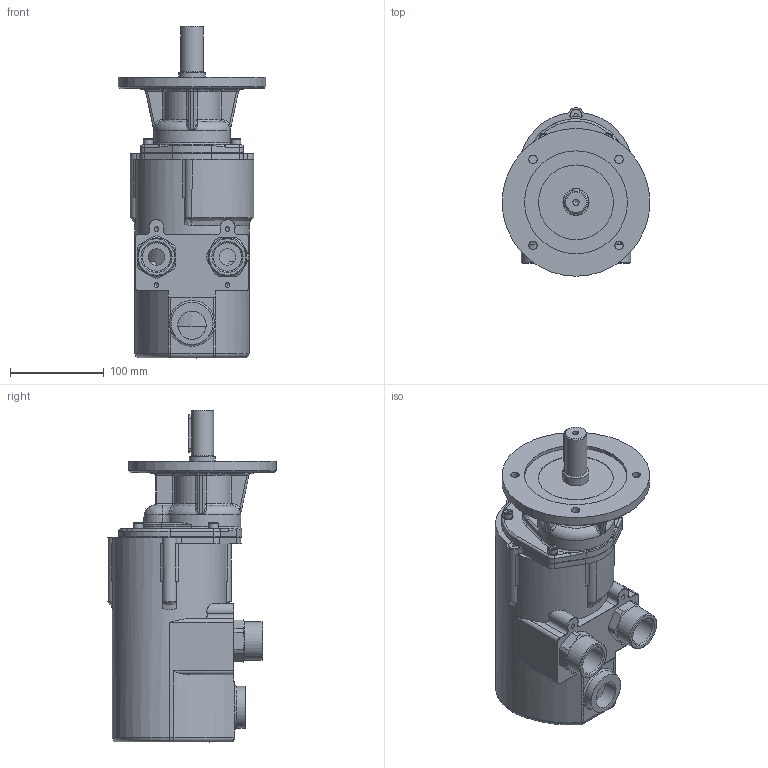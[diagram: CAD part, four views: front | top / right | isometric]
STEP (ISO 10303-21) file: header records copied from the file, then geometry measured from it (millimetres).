
FILE_DESCRIPTION((''),'2;1');
FILE_NAME('MU 600-1400_46680075.stp','2011-09-27T16:58:35',('ibasyouni'),(''),'Autodesk Inventor 2008','Autodesk Inventor 2008','');
FILE_SCHEMA(('AUTOMOTIVE_DESIGN { 1 0 10303 214 1 1 1 1 }'));
Length unit declared in the file: millimetre
Products named in the file (1): MU 600-1400_46680075
Bounding box: 158 x 180.25 x 355 mm (x, y, z)
Volume: 3434646.3 mm3; surface area: 240500.8 mm2
Topology: 1 solids, 19 shells, 643 faces, 1578 edges, 995 vertices
Faces by surface type: plane 227, cylinder 212, bspline 134, cone 35, torus 35
Full cylindrical faces by diameter (mm): 6 x5, 6.4 x1, 7 x1, 10 x5, 11 x5, 18 x2, 24 x1, 24.401 x2, 28 x1, 33.249 x2, 41 x2, 45 x1, 80 x1, 110 x2, 158 x1
Entity records: 27698 total; most frequent: CARTESIAN_POINT 13014, ORIENTED_EDGE 2862, DIRECTION 2859, EDGE_CURVE 1431, AXIS2_PLACEMENT_3D 1168, VERTEX_POINT 945, EDGE_LOOP 784, FACE_OUTER_BOUND 643
